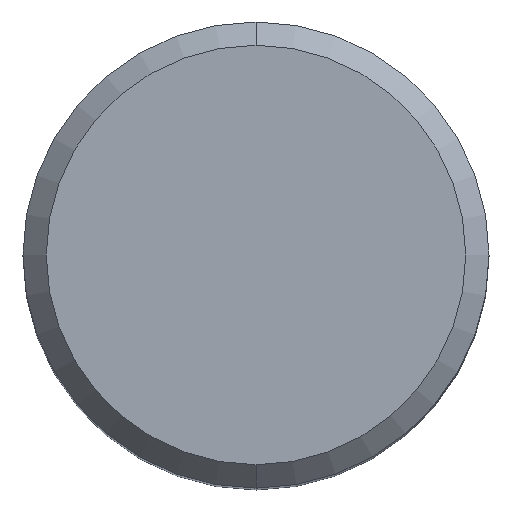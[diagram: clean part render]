
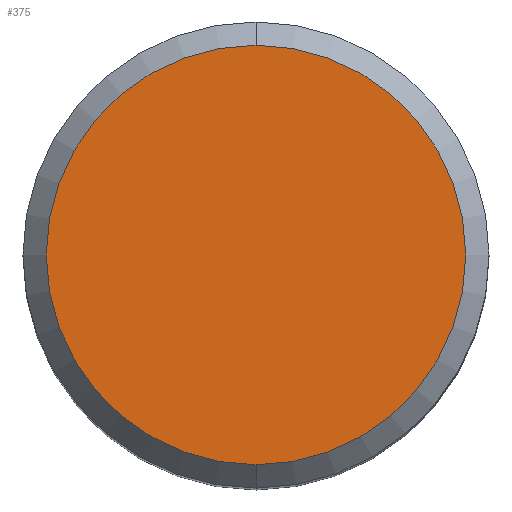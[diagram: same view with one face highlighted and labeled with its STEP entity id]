
A CAD part, top view. The second image highlights one B-rep face of the part: STEP entity #375.
In plain terms, the highlighted planar face has unit normal (0, 0, 1).
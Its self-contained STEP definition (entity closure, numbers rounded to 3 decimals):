
#183=EDGE_CURVE('',#189,#357,#474,.T.);
#189=VERTEX_POINT('',#481);
#301=EDGE_CURVE('',#357,#189,#602,.T.);
#357=VERTEX_POINT('',#667);
#375=ADVANCED_FACE('',(#687),#688,.T.);
#474=CIRCLE('',#817,9.0);
#481=CARTESIAN_POINT('',(0.0,9.0,0.0));
#602=CIRCLE('',#1156,9.0);
#667=CARTESIAN_POINT('',(0.,-9.0,0.0));
#687=FACE_OUTER_BOUND('',#1355,.T.);
#688=PLANE('',#1356);
#817=AXIS2_PLACEMENT_3D('',#1554,#1555,#1556);
#1156=AXIS2_PLACEMENT_3D('',#1679,#1680,#1681);
#1355=EDGE_LOOP('',(#1792,#1793));
#1356=AXIS2_PLACEMENT_3D('',#1794,#1795,#1796);
#1554=CARTESIAN_POINT('',(0.0,0.0,0.0));
#1555=DIRECTION('',(0.0,0.0,-1.0));
#1556=DIRECTION('',(0.0,1.0,0.0));
#1679=CARTESIAN_POINT('',(0.0,0.0,0.0));
#1680=DIRECTION('',(0.0,0.0,-1.0));
#1681=DIRECTION('',(0.0,1.0,0.0));
#1792=ORIENTED_EDGE('',*,*,#183,.F.);
#1793=ORIENTED_EDGE('',*,*,#301,.F.);
#1794=CARTESIAN_POINT('',(0.0,4.5,0.0));
#1795=DIRECTION('',(-0.0,0.0,1.0));
#1796=DIRECTION('',(0.0,-1.0,0.0));
